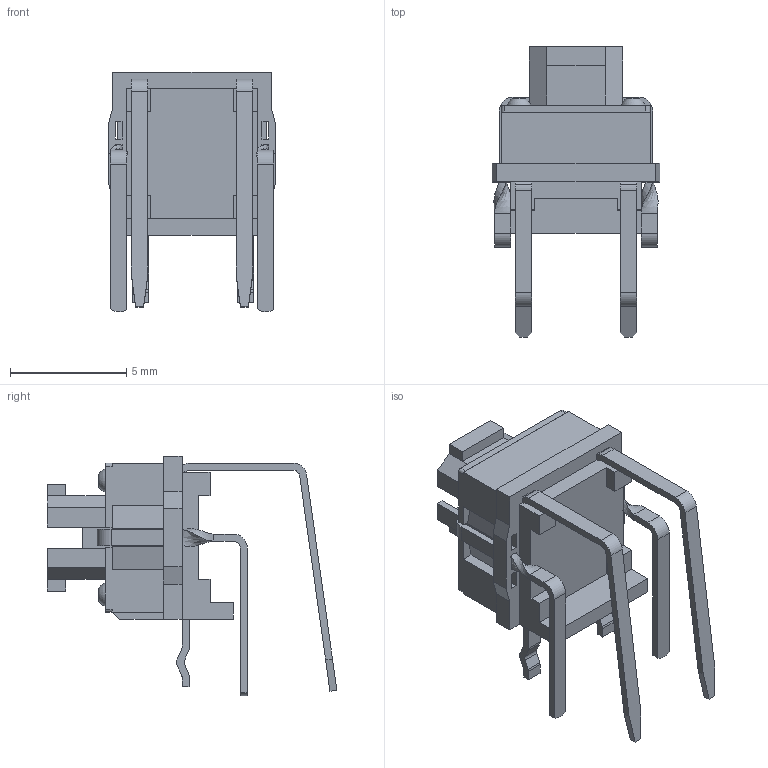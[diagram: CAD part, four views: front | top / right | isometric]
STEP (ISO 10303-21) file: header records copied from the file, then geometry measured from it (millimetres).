
FILE_DESCRIPTION( ( 'STEP AP214' ), '1' );
FILE_NAME( 'ITS13FR1ST.stp', '2019-01-02T13:34:47', ( '' ), ( '' ), ' ', 'PARTsolutions', ' ' );
FILE_SCHEMA( ( 'AUTOMOTIVE_DESIGN { 1 0 10303 214 1 1 1 1 }' ) );
Length unit declared in the file: inch
Products named in the file (2): ITS13FR1ST; 1
Assembly tree (1 placements, depth 2):
  ITS13FR1ST
    1
Bounding box: 7.2 x 12.45 x 10.3 mm (x, y, z)
Volume: 202.5 mm3; surface area: 447.8 mm2
Topology: 1 solids, 1 shells, 265 faces, 775 edges, 506 vertices
Faces by surface type: plane 213, cylinder 36, bspline 8, torus 4, sphere 4
Entity records: 9396 total; most frequent: CARTESIAN_POINT 2362, ORIENTED_EDGE 1526, DIRECTION 1335, EDGE_CURVE 763, LINE 641, VECTOR 641, VERTEX_POINT 502, AXIS2_PLACEMENT_3D 347
